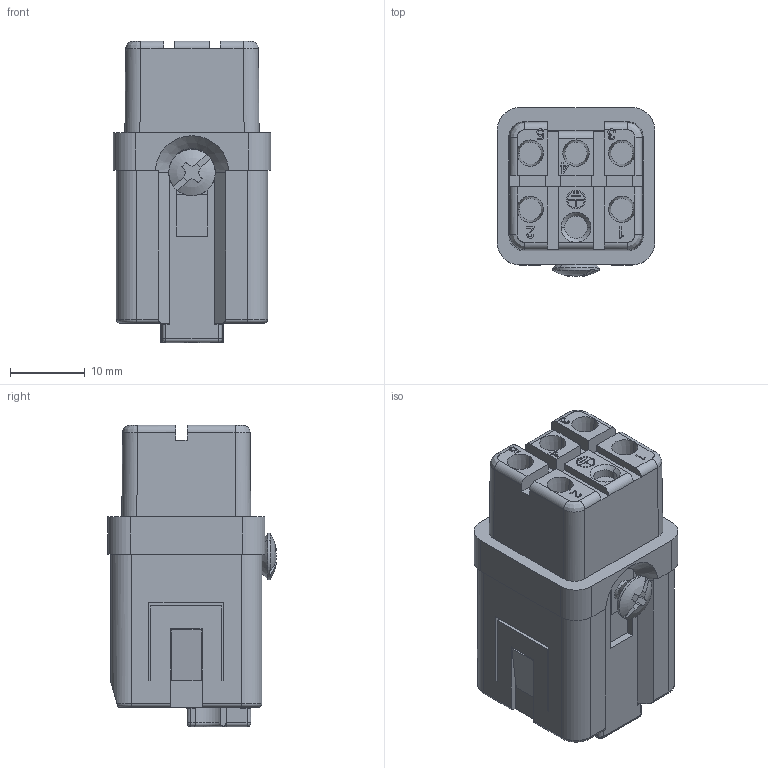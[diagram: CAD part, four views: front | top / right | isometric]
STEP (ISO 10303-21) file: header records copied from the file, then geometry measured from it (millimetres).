
FILE_DESCRIPTION(('Creo Elements/Direct Modeling STEP Export'),'2;1');
FILE_NAME('0ln7uvk5h446q7v6108','2022-02-08T 8:27:18',(''),(''),'Creo Elements/Direct Modeling STEP processor for AP214 (Solid Model)','Creo Elements/Direct Modeling 20.1B 02-Apr-2019 (C) Parametric Technology GmbH','');
FILE_SCHEMA(('AUTOMOTIVE_DESIGN { 1 0 10303 214 1 1 1 1 }'));
Length unit declared in the file: millimetre
Products named in the file (2): CQYF_05
Assembly tree (1 placements, depth 2):
  CQYF_05
    CQYF_05
Bounding box: 21 x 22.52 x 40.2 mm (x, y, z)
Volume: 12156.1 mm3; surface area: 6463.5 mm2
Topology: 1 solids, 1 shells, 880 faces, 2559 edges, 1694 vertices
Faces by surface type: plane 546, cylinder 233, torus 49, cone 21, sphere 19, bspline 12
Entity records: 35370 total; most frequent: CARTESIAN_POINT 7646, ORIENTED_EDGE 5082, DIRECTION 4602, EDGE_CURVE 2541, VECTOR 1826, LINE 1826, VERTEX_POINT 1694, AXIS2_PLACEMENT_3D 1388
